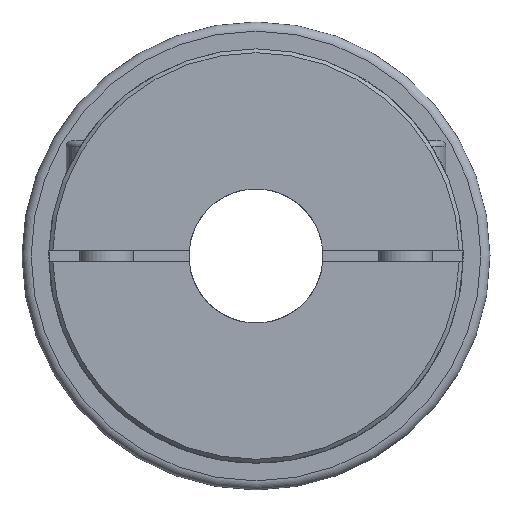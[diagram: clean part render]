
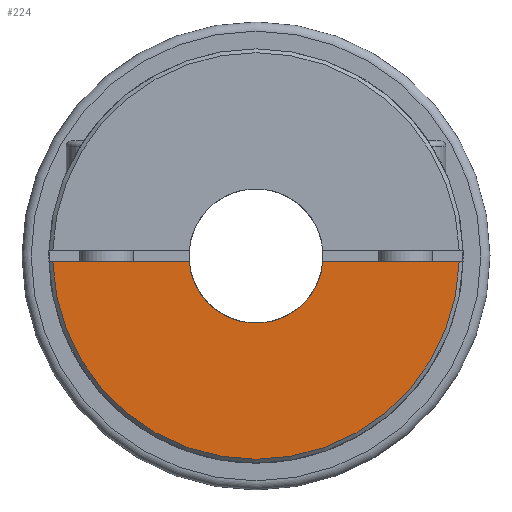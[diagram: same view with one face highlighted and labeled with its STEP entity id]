
A CAD part, left-side view. The second image highlights one B-rep face of the part: STEP entity #224.
In plain terms, the highlighted planar face has unit normal (-1, 0, 0).
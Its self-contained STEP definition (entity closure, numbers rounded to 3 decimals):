
#224 = ADVANCED_FACE( '', ( #589 ), #590, .F. );
#589 = FACE_OUTER_BOUND( '', #1152, .T. );
#590 = PLANE( '', #1153 );
#1152 = EDGE_LOOP( '', ( #1782, #1783, #1784, #1785 ) );
#1153 = AXIS2_PLACEMENT_3D( '', #1786, #1787, #1788 );
#1782 = ORIENTED_EDGE( '', *, *, #2847, .F. );
#1783 = ORIENTED_EDGE( '', *, *, #2848, .F. );
#1784 = ORIENTED_EDGE( '', *, *, #2849, .F. );
#1785 = ORIENTED_EDGE( '', *, *, #2850, .F. );
#1786 = CARTESIAN_POINT( '', ( -53.819, 0., 9.5 ) );
#1787 = DIRECTION( '', ( 1., 0., 0. ) );
#1788 = DIRECTION( '', ( 0., 0., 1. ) );
#2847 = EDGE_CURVE( '', #3321, #3322, #3323, .F. );
#2848 = EDGE_CURVE( '', #3324, #3321, #3325, .T. );
#2849 = EDGE_CURVE( '', #3326, #3324, #3327, .T. );
#2850 = EDGE_CURVE( '', #3322, #3326, #3328, .T. );
#3321 = VERTEX_POINT( '', #4027 );
#3322 = VERTEX_POINT( '', #4028 );
#3323 = CIRCLE( '', #4029, 17.5 );
#3324 = VERTEX_POINT( '', #4030 );
#3325 = LINE( '', #4031, #4032 );
#3326 = VERTEX_POINT( '', #4033 );
#3327 = CIRCLE( '', #4034, 53. );
#3328 = LINE( '', #4035, #4036 );
#4027 = CARTESIAN_POINT( '', ( -53.819, 17.436, -1.5 ) );
#4028 = CARTESIAN_POINT( '', ( -53.819, -17.436, -1.5 ) );
#4029 = AXIS2_PLACEMENT_3D( '', #5391, #5392, #5393 );
#4030 = CARTESIAN_POINT( '', ( -53.819, 52.979, -1.5 ) );
#4031 = CARTESIAN_POINT( '', ( -53.819, 0., -1.5 ) );
#4032 = VECTOR( '', #5394, 1000. );
#4033 = CARTESIAN_POINT( '', ( -53.819, -52.979, -1.5 ) );
#4034 = AXIS2_PLACEMENT_3D( '', #5395, #5396, #5397 );
#4035 = CARTESIAN_POINT( '', ( -53.819, 0., -1.5 ) );
#4036 = VECTOR( '', #5398, 1000. );
#5391 = CARTESIAN_POINT( '', ( -53.819, 0., 0. ) );
#5392 = DIRECTION( '', ( 1., 0., 0. ) );
#5393 = DIRECTION( '', ( 0., 0., -1. ) );
#5394 = DIRECTION( '', ( 0., -1., 0. ) );
#5395 = CARTESIAN_POINT( '', ( -53.819, 0., 0. ) );
#5396 = DIRECTION( '', ( 1., 0., 0. ) );
#5397 = DIRECTION( '', ( 0., 0., 1. ) );
#5398 = DIRECTION( '', ( 0., -1., 0. ) );
